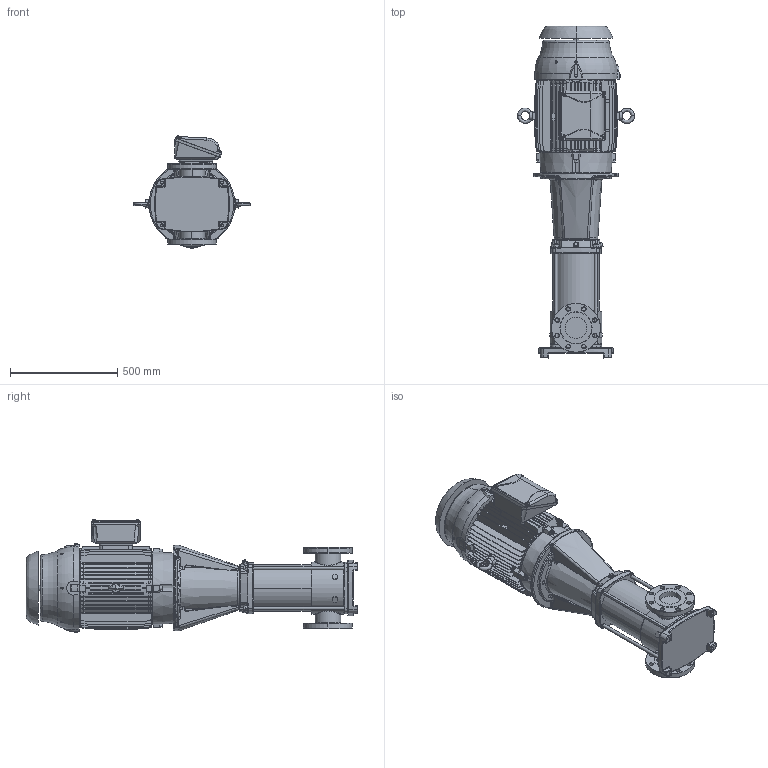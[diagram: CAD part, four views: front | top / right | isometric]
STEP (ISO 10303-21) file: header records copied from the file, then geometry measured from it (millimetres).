
FILE_DESCRIPTION (( 'STEP AP203' ), '1' );
FILE_NAME ('3303149 - MVI-450-3_2-40 HP-324TSC-304-E-230_460~3.step', '2022-03-30T20:14:23', ( '' ), ( '' ), 'SwSTEP 2.0', 'SolidWorks 2021', '' );
FILE_SCHEMA (( 'CONFIG_CONTROL_DESIGN' ));
Length unit declared in the file: inch
Products named in the file (5): 2704072 - NEMA V2 40HP 324_6TSC 230_460~3 TEFC; 3304149 - MVI-450-3_2-40 HP-324TSC-304-E-S; 3303149 - MVI-450-3_2-40 HP-324TSC-304-E-230_460~3; TEFC MOTOR_2704072 - NEMA V2 40HP 324_6TSC 230_460~3 TEFC; MVI PEO - [304-EPDM]_3304149 - MVI-450-3_2-40 HP-324TSC-304-E-S
Assembly tree (4 placements, depth 3):
  3303149 - MVI-450-3_2-40 HP-324TSC-304-E-230_460~3
    MVI PEO - [304-EPDM]_3304149 - MVI-450-3_2-40 HP-324TSC-304-E-S
      3304149 - MVI-450-3_2-40 HP-324TSC-304-E-S
    TEFC MOTOR_2704072 - NEMA V2 40HP 324_6TSC 230_460~3 TEFC
      2704072 - NEMA V2 40HP 324_6TSC 230_460~3 TEFC
Bounding box: 545.96 x 1548.9 x 525.98 mm (x, y, z)
Volume: 112190070 mm3; surface area: 3690153.9 mm2
Topology: 2 solids, 15 shells, 2800 faces, 7392 edges, 4697 vertices
Faces by surface type: cylinder 952, plane 913, bspline 388, cone 317, torus 201, sphere 29
Entity records: 124512 total; most frequent: CARTESIAN_POINT 58506, ORIENTED_EDGE 14636, DIRECTION 12569, EDGE_CURVE 7318, AXIS2_PLACEMENT_3D 5023, VERTEX_POINT 4693, EDGE_LOOP 3011, ADVANCED_FACE 2798
